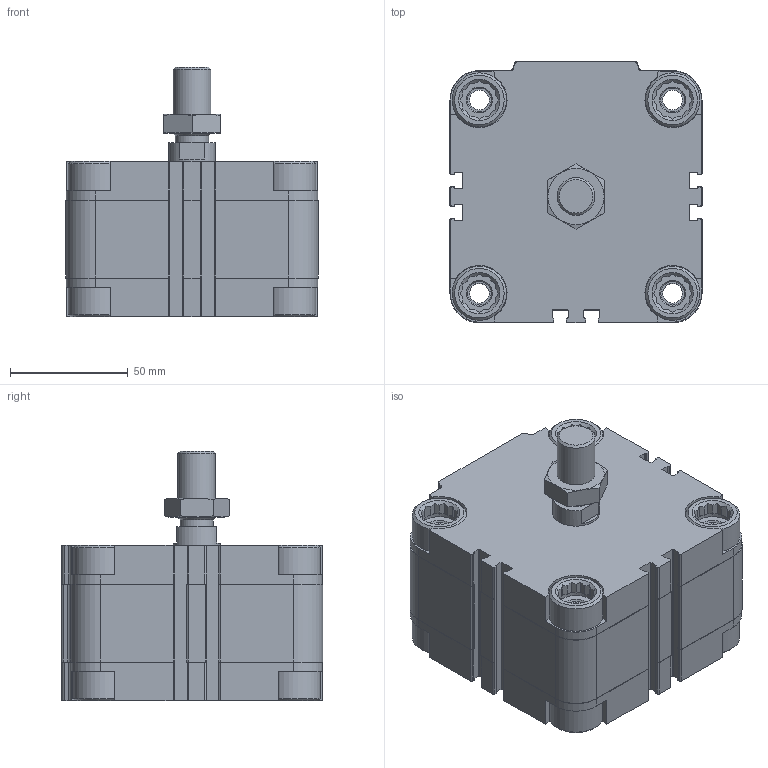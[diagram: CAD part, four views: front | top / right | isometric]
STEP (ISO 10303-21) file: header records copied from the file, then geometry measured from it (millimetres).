
FILE_DESCRIPTION(/* description */ ('STEP AP214'),/* implementation_level */ '2;1');
FILE_NAME(/* name */ '157014_AEVU-80-10-A-P-A',/* time_stamp */ '2024-08-02T20:38:44+02:00',/* author */ ('License CC BY-ND 4.0'),/* organization */ ('CADENAS'),/* preprocessor_version */ 'ST-DEVELOPER v19.3',/* originating_system */ 'PARTsolutions',/* authorisation */ ' ');
FILE_SCHEMA (('AUTOMOTIVE_DESIGN {1 0 10303 214 3 1 1}'));
Length unit declared in the file: millimetre
Products named in the file (5): 157014 AEVU-80-10-A-P-A---(0); 157014 AEVU-80-10-A-P-A---(0_ZR); 157014 AEVU-80-10-A-P-A---(KS); DIN-439-B - M16x1.5(F); 340116 G1/8-AEVU
Assembly tree (4 placements, depth 2):
  157014 AEVU-80-10-A-P-A---(0)
    157014 AEVU-80-10-A-P-A---(0_ZR)
    157014 AEVU-80-10-A-P-A---(KS)
    DIN-439-B - M16x1.5(F)
    340116 G1/8-AEVU
Bounding box: 107 x 111 x 106 mm (x, y, z)
Volume: 672049.8 mm3; surface area: 108103 mm2
Topology: 4 solids, 4 shells, 616 faces, 1655 edges, 1094 vertices
Faces by surface type: plane 407, cylinder 170, cone 39
Full cylindrical faces by diameter (mm): 6.2 x1, 8 x1, 8.3 x1, 8.376 x8, 8.566 x2, 14.16 x1, 14.376 x1, 15.4 x4, 16 x1, 16.5 x8, 20 x2, 23 x8, 80 x2
Entity records: 19143 total; most frequent: CARTESIAN_POINT 3927, ORIENTED_EDGE 3144, DIRECTION 2990, EDGE_CURVE 1572, VERTEX_POINT 1090, AXIS2_PLACEMENT_3D 1007, LINE 976, VECTOR 976
